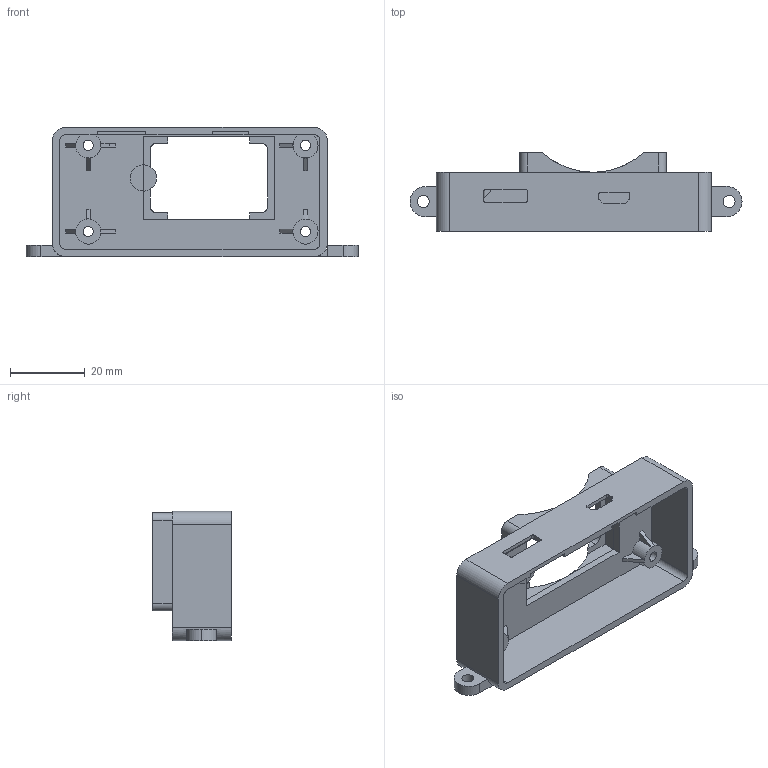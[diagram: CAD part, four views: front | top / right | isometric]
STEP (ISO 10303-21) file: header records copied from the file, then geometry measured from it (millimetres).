
FILE_DESCRIPTION (( 'STEP AP214' ), '1' );
FILE_NAME ('TOP_160424.STEP', '2024-04-16T21:32:59', ( '' ), ( '' ), 'SwSTEP 2.0', 'SolidWorks 2023', '' );
FILE_SCHEMA (( 'AUTOMOTIVE_DESIGN' ));
Length unit declared in the file: millimetre
Products named in the file (3): TOP_160424; Save Bodies18; New-radiator-holder-20240412.step
Assembly tree (2 placements, depth 2):
  TOP_160424
    New-radiator-holder-20240412.step
    Save Bodies18
Bounding box: 88.62 x 21.02 x 34.5 mm (x, y, z)
Volume: 10576.4 mm3; surface area: 12476.2 mm2
Topology: 3 solids, 3 shells, 179 faces, 491 edges, 325 vertices
Faces by surface type: plane 112, cylinder 65, bspline 2
Entity records: 6104 total; most frequent: CARTESIAN_POINT 1545, ORIENTED_EDGE 982, DIRECTION 853, EDGE_CURVE 491, VERTEX_POINT 325, AXIS2_PLACEMENT_3D 295, VECTOR 263, LINE 263
